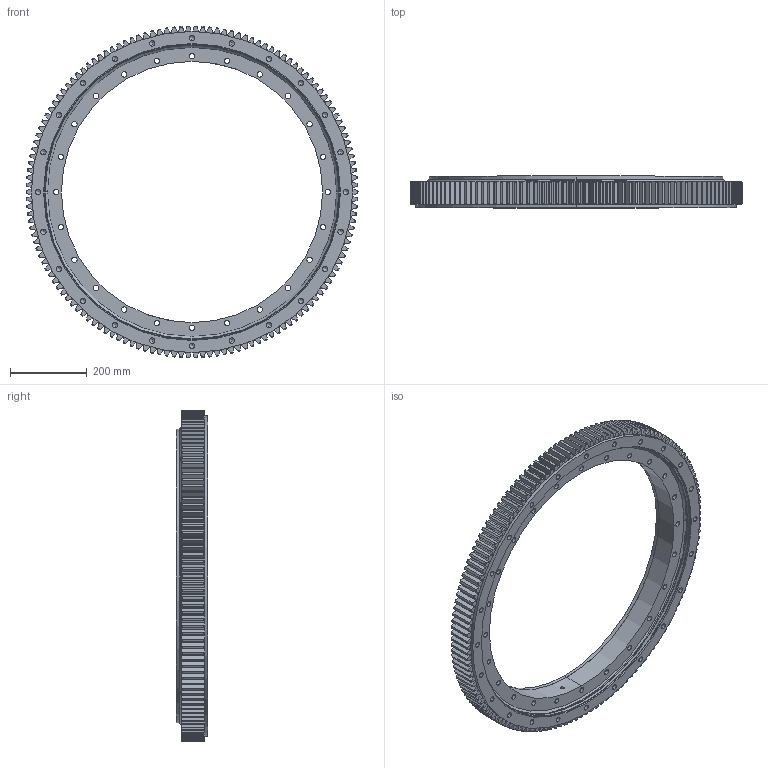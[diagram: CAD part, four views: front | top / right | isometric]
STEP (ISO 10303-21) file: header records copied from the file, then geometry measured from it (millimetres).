
FILE_DESCRIPTION (( 'STEP AP203' ), '1' );
FILE_NAME ('01-0765-01.STEP', '2017-12-26T09:58:55', ( 'defontaine' ), ( 'Hewlett-Packard Company' ), 'SwSTEP 2.0', 'SolidWorks 2016', '' );
FILE_SCHEMA (( 'CONFIG_CONTROL_DESIGN' ));
Length unit declared in the file: millimetre
Products named in the file (1): 01-0765-01
Bounding box: 863 x 82 x 862.9 mm (x, y, z)
Volume: 11739198.1 mm3; surface area: 1546897.1 mm2
Topology: 5 solids, 5 shells, 1136 faces, 3228 edges, 2105 vertices
Faces by surface type: cylinder 453, cone 340, plane 323, torus 18, sphere 2
Entity records: 37896 total; most frequent: CARTESIAN_POINT 8388, ORIENTED_EDGE 6350, DIRECTION 6111, EDGE_CURVE 3175, AXIS2_PLACEMENT_3D 2375, VERTEX_POINT 2102, VECTOR 1361, LINE 1361
